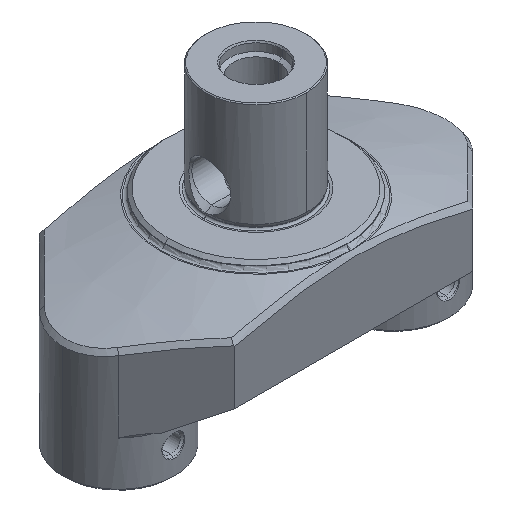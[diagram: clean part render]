
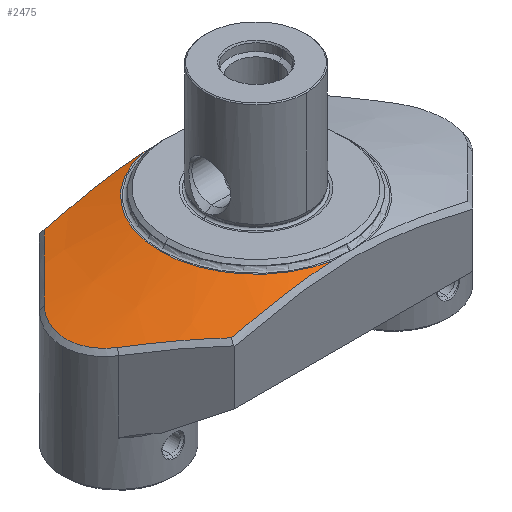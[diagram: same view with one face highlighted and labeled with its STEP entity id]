
A CAD part, isometric view. The second image highlights one B-rep face of the part: STEP entity #2475.
In plain terms, the highlighted conical face has half-angle 73 degrees and reference radius 26.5 mm.
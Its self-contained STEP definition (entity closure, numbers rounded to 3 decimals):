
#1089=EDGE_CURVE('NONE',#1581,#1431,#3163,.F.);
#1345=VERTEX_POINT('NONE',#3445);
#1431=VERTEX_POINT('NONE',#3543);
#1581=VERTEX_POINT('NONE',#3714);
#1745=EDGE_CURVE('NONE',#1345,#2281,#3896,.T.);
#1905=EDGE_CURVE('NONE',#2027,#1581,#4077,.T.);
#1935=EDGE_CURVE('NONE',#2081,#2027,#4109,.T.);
#1981=EDGE_CURVE('NONE',#1431,#1345,#4161,.T.);
#2027=VERTEX_POINT('NONE',#4212);
#2081=VERTEX_POINT('NONE',#4266);
#2281=VERTEX_POINT('NONE',#4492);
#2423=EDGE_CURVE('NONE',#2081,#2281,#4649,.T.);
#2475=ADVANCED_FACE('NONE',(#4706),#4707,.T.);
#3163=B_SPLINE_CURVE_WITH_KNOTS('',3,(#5557,#5558,#5559,#5560,#5561,#5562,#5563,#5564,#5565,#5566,#5567,#5568,#5569,#5570,#5571,#5572),.UNSPECIFIED.,.F.,.F.,(4,2,2,2,2,2,2,4),(0.0,2.797,5.592,8.852,12.696,21.543,27.431,33.337),.UNSPECIFIED.);
#3445=CARTESIAN_POINT('',(-32.696,-25.894,-6.65));
#3543=CARTESIAN_POINT('',(-48.402,-10.102,-9.015));
#3714=CARTESIAN_POINT('',(-48.402,10.102,-9.015));
#3896=B_SPLINE_CURVE_WITH_KNOTS('',3,(#7374,#7375,#7376,#7377,#7378,#7379,#7380,#7381,#7382,#7383,#7384,#7385,#7386,#7387),.UNSPECIFIED.,.F.,.F.,(4,2,2,2,2,2,4),(-30.444,-26.559,-22.801,-15.342,-13.188,-7.419,-0.0),.UNSPECIFIED.);
#4077=B_SPLINE_CURVE_WITH_KNOTS('',3,(#7760,#7761,#7762,#7763,#7764,#7765),.UNSPECIFIED.,.F.,.F.,(4,2,4),(-22.746,-11.378,-0.0),.UNSPECIFIED.);
#4109=B_SPLINE_CURVE_WITH_KNOTS('',3,(#7818,#7819,#7820,#7821,#7822,#7823,#7824,#7825,#7826,#7827,#7828,#7829,#7830,#7831,#7832,#7833),.UNSPECIFIED.,.F.,.F.,(4,2,2,2,2,2,2,4),(-29.052,-24.906,-20.801,-12.695,-8.655,-6.11,-2.874,-0.0),.UNSPECIFIED.);
#4161=B_SPLINE_CURVE_WITH_KNOTS('',3,(#7927,#7928,#7929,#7930,#7931,#7932,#7933,#7934,#7935,#7936,#7937,#7938),.UNSPECIFIED.,.F.,.F.,(4,2,2,2,2,4),(-18.182,-15.974,-13.993,-10.039,-2.14,-0.0),.UNSPECIFIED.);
#4212=CARTESIAN_POINT('',(-32.696,25.894,-6.65));
#4266=CARTESIAN_POINT('',(-4.931,26.037,-2.0));
#4492=CARTESIAN_POINT('',(-4.94,-26.036,-2.0));
#4649=CIRCLE('',#9063,26.5);
#4706=FACE_OUTER_BOUND('',#9193,.T.);
#4707=CONICAL_SURFACE('',#9194,26.5,1.274);
#5557=CARTESIAN_POINT('',(-48.402,-10.102,-9.015));
#5558=CARTESIAN_POINT('',(-49.05,-9.449,-9.168));
#5559=CARTESIAN_POINT('',(-49.635,-8.733,-9.304));
#5560=CARTESIAN_POINT('',(-50.661,-7.196,-9.54));
#5561=CARTESIAN_POINT('',(-51.1,-6.378,-9.64));
#5562=CARTESIAN_POINT('',(-51.875,-4.523,-9.815));
#5563=CARTESIAN_POINT('',(-52.116,-3.638,-9.869));
#5564=CARTESIAN_POINT('',(-52.453,-1.988,-9.944));
#5565=CARTESIAN_POINT('',(-52.551,-1.078,-9.966));
#5566=CARTESIAN_POINT('',(-52.585,1.935,-9.973));
#5567=CARTESIAN_POINT('',(-52.132,3.757,-9.872));
#5568=CARTESIAN_POINT('',(-51.242,6.077,-9.671));
#5569=CARTESIAN_POINT('',(-50.793,6.966,-9.57));
#5570=CARTESIAN_POINT('',(-49.722,8.632,-9.325));
#5571=CARTESIAN_POINT('',(-49.1,9.407,-9.181));
#5572=CARTESIAN_POINT('',(-48.402,10.102,-9.015));
#7374=CARTESIAN_POINT('',(-34.012,-25.888,-6.966));
#7375=CARTESIAN_POINT('',(-32.86,-25.892,-6.687));
#7376=CARTESIAN_POINT('',(-31.604,-25.899,-6.388));
#7377=CARTESIAN_POINT('',(-29.109,-25.912,-5.81));
#7378=CARTESIAN_POINT('',(-27.876,-25.919,-5.532));
#7379=CARTESIAN_POINT('',(-24.203,-25.938,-4.732));
#7380=CARTESIAN_POINT('',(-21.712,-25.95,-4.225));
#7381=CARTESIAN_POINT('',(-18.535,-25.97,-3.651));
#7382=CARTESIAN_POINT('',(-17.831,-25.975,-3.529));
#7383=CARTESIAN_POINT('',(-15.235,-25.991,-3.096));
#7384=CARTESIAN_POINT('',(-13.332,-26.001,-2.815));
#7385=CARTESIAN_POINT('',(-8.977,-26.021,-2.286));
#7386=CARTESIAN_POINT('',(-6.537,-26.031,-2.07));
#7387=CARTESIAN_POINT('',(-4.067,-26.038,-1.955));
#7760=CARTESIAN_POINT('',(-32.452,26.139,-6.638));
#7761=CARTESIAN_POINT('',(-35.138,23.45,-6.762));
#7762=CARTESIAN_POINT('',(-37.78,20.793,-7.038));
#7763=CARTESIAN_POINT('',(-43.108,15.434,-7.855));
#7764=CARTESIAN_POINT('',(-45.767,12.758,-8.392));
#7765=CARTESIAN_POINT('',(-48.402,10.102,-9.015));
#7818=CARTESIAN_POINT('',(-4.067,26.04,-1.956));
#7819=CARTESIAN_POINT('',(-5.51,26.036,-2.023));
#7820=CARTESIAN_POINT('',(-6.945,26.03,-2.124));
#7821=CARTESIAN_POINT('',(-9.806,26.018,-2.389));
#7822=CARTESIAN_POINT('',(-11.225,26.012,-2.551));
#7823=CARTESIAN_POINT('',(-15.439,25.99,-3.108));
#7824=CARTESIAN_POINT('',(-18.241,25.971,-3.578));
#7825=CARTESIAN_POINT('',(-22.409,25.948,-4.375));
#7826=CARTESIAN_POINT('',(-23.799,25.941,-4.657));
#7827=CARTESIAN_POINT('',(-26.049,25.929,-5.133));
#7828=CARTESIAN_POINT('',(-26.919,25.924,-5.323));
#7829=CARTESIAN_POINT('',(-28.89,25.914,-5.761));
#7830=CARTESIAN_POINT('',(-29.995,25.908,-6.014));
#7831=CARTESIAN_POINT('',(-32.072,25.897,-6.5));
#7832=CARTESIAN_POINT('',(-33.064,25.891,-6.736));
#7833=CARTESIAN_POINT('',(-33.995,25.888,-6.962));
#7927=CARTESIAN_POINT('',(-48.561,-9.942,-9.053));
#7928=CARTESIAN_POINT('',(-48.043,-10.463,-8.929));
#7929=CARTESIAN_POINT('',(-47.425,-11.087,-8.786));
#7930=CARTESIAN_POINT('',(-46.151,-12.37,-8.504));
#7931=CARTESIAN_POINT('',(-45.548,-12.977,-8.376));
#7932=CARTESIAN_POINT('',(-43.739,-14.798,-8.008));
#7933=CARTESIAN_POINT('',(-42.531,-16.014,-7.784));
#7934=CARTESIAN_POINT('',(-38.904,-19.663,-7.19));
#7935=CARTESIAN_POINT('',(-36.496,-22.085,-6.898));
#7936=CARTESIAN_POINT('',(-33.398,-25.191,-6.685));
#7937=CARTESIAN_POINT('',(-32.795,-25.794,-6.652));
#7938=CARTESIAN_POINT('',(-32.292,-26.299,-6.631));
#9063=AXIS2_PLACEMENT_3D('',#12567,#12568,#12569);
#9193=EDGE_LOOP('',(#12642,#12643,#12644,#12645,#12646,#12647));
#9194=AXIS2_PLACEMENT_3D('',#12648,#12649,#12650);
#12567=CARTESIAN_POINT('',(0.0,0.0,-2.0));
#12568=DIRECTION('',(0.0,0.0,1.0));
#12569=DIRECTION('',(0.0,-1.0,0.0));
#12642=ORIENTED_EDGE('',*,*,#1981,.T.);
#12643=ORIENTED_EDGE('',*,*,#1745,.T.);
#12644=ORIENTED_EDGE('',*,*,#2423,.F.);
#12645=ORIENTED_EDGE('',*,*,#1935,.T.);
#12646=ORIENTED_EDGE('',*,*,#1905,.T.);
#12647=ORIENTED_EDGE('',*,*,#1089,.T.);
#12648=CARTESIAN_POINT('',(0.0,0.0,-2.0));
#12649=DIRECTION('',(0.0,-0.0,-1.0));
#12650=DIRECTION('',(0.0,-1.0,0.0));
